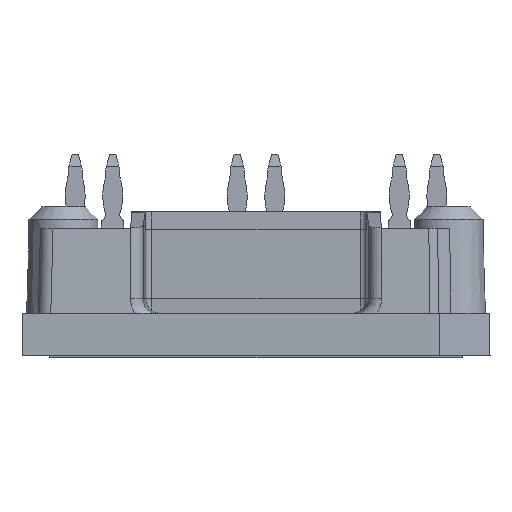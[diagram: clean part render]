
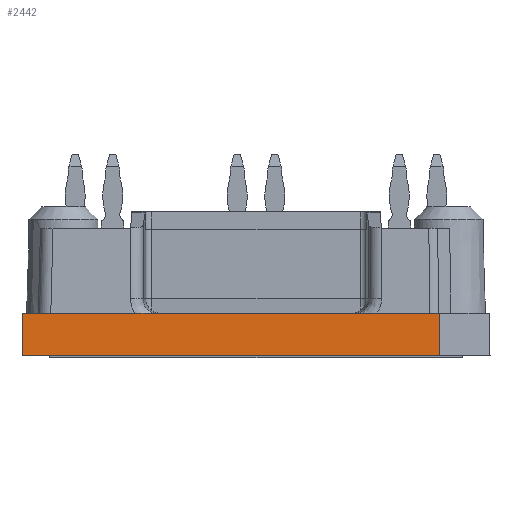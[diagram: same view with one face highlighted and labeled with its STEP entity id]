
A CAD part, left-side view. The second image highlights one B-rep face of the part: STEP entity #2442.
In plain terms, the highlighted planar face has unit normal (-1, 0, 0.018).
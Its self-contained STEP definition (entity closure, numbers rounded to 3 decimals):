
#2442 = ADVANCED_FACE( '', ( #5123 ), #5124, .T. );
#5123 = FACE_OUTER_BOUND( '', #8103, .T. );
#5124 = PLANE( '', #8104 );
#8103 = EDGE_LOOP( '', ( #15700, #15701, #15702, #15703 ) );
#8104 = AXIS2_PLACEMENT_3D( '', #15704, #15705, #15706 );
#15700 = ORIENTED_EDGE( '', *, *, #18794, .T. );
#15701 = ORIENTED_EDGE( '', *, *, #18406, .F. );
#15702 = ORIENTED_EDGE( '', *, *, #19403, .T. );
#15703 = ORIENTED_EDGE( '', *, *, #18664, .T. );
#15704 = CARTESIAN_POINT( '', ( -41., 0.25, 5. ) );
#15705 = DIRECTION( '', ( -1., 0., 0.017 ) );
#15706 = DIRECTION( '', ( 0., 1., 0. ) );
#18406 = EDGE_CURVE( '', #22693, #22695, #22696, .T. );
#18664 = EDGE_CURVE( '', #23094, #23092, #23095, .T. );
#18794 = EDGE_CURVE( '', #23092, #22695, #23295, .T. );
#19403 = EDGE_CURVE( '', #22693, #23094, #24183, .T. );
#22693 = VERTEX_POINT( '', #28570 );
#22695 = VERTEX_POINT( '', #28573 );
#22696 = LINE( '', #28574, #28575 );
#23092 = VERTEX_POINT( '', #29138 );
#23094 = VERTEX_POINT( '', #29141 );
#23095 = LINE( '', #29142, #29143 );
#23295 = LINE( '', #29424, #29425 );
#24183 = LINE( '', #30660, #30661 );
#28570 = CARTESIAN_POINT( '', ( -40.941, 18.891, 8.4 ) );
#28573 = CARTESIAN_POINT( '', ( -40.941, -14.425, 8.4 ) );
#28574 = CARTESIAN_POINT( '', ( -40.941, 0.25, 8.4 ) );
#28575 = VECTOR( '', #33986, 1000. );
#29138 = CARTESIAN_POINT( '', ( -41., -14.45, 5. ) );
#29141 = CARTESIAN_POINT( '', ( -41., 18.95, 5. ) );
#29142 = CARTESIAN_POINT( '', ( -41., 0.25, 5. ) );
#29143 = VECTOR( '', #34282, 1000. );
#29424 = CARTESIAN_POINT( '', ( -40.998, -14.449, 5.134 ) );
#29425 = VECTOR( '', #34439, 1000. );
#30660 = CARTESIAN_POINT( '', ( -40.994, 18.944, 5.326 ) );
#30661 = VECTOR( '', #35169, 1000. );
#33986 = DIRECTION( '', ( 0., -1., 0. ) );
#34282 = DIRECTION( '', ( 0., -1., 0. ) );
#34439 = DIRECTION( '', ( 0.017, 0.007, 1. ) );
#35169 = DIRECTION( '', ( -0.017, 0.017, -1. ) );
